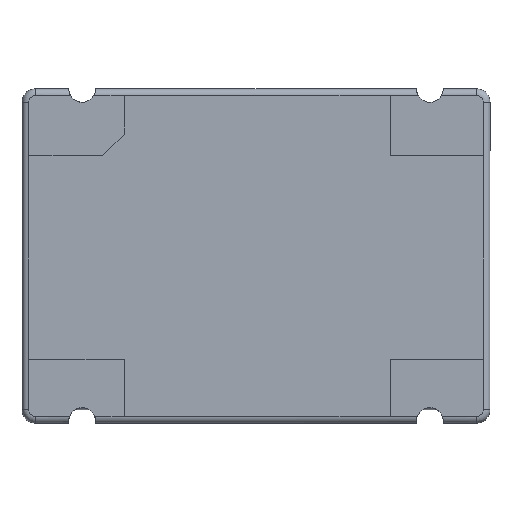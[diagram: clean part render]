
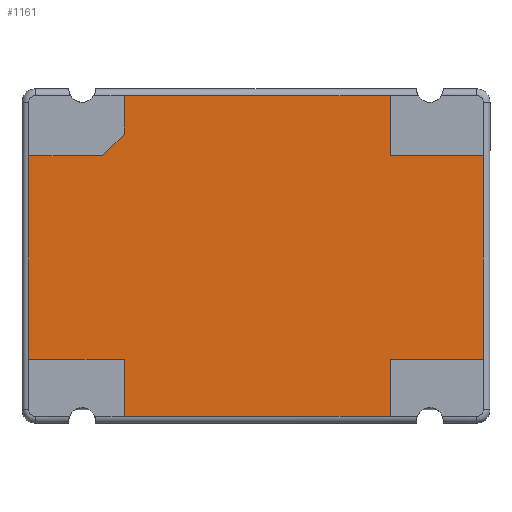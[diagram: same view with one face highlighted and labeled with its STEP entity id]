
A CAD part, front view. The second image highlights one B-rep face of the part: STEP entity #1161.
In plain terms, the highlighted planar face has unit normal (0, -1, 0).
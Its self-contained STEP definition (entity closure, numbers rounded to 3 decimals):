
#180 = DIRECTION ( 'NONE',  ( 1., 0., 0. ) ) ;
#182 = CARTESIAN_POINT ( 'NONE',  ( -27.713, 0., -15.378 ) ) ;
#185 = DIRECTION ( 'NONE',  ( 1., 0., 0. ) ) ;
#186 = CARTESIAN_POINT ( 'NONE',  ( -27.713, 0., -11.477 ) ) ;
#295 = DIRECTION ( 'NONE',  ( 0., 0., -1. ) ) ;
#328 = CARTESIAN_POINT ( 'NONE',  ( -27.713, 0., -14.523 ) ) ;
#333 = DIRECTION ( 'NONE',  ( 0., 0., 1. ) ) ;
#356 = DIRECTION ( 'NONE',  ( 1., 0., 0. ) ) ;
#375 = CARTESIAN_POINT ( 'NONE',  ( -22.206, 0., -10.478 ) ) ;
#376 = CARTESIAN_POINT ( 'NONE',  ( -27.713, 0., -14.523 ) ) ;
#377 = CARTESIAN_POINT ( 'NONE',  ( -20.813, 0., -10.478 ) ) ;
#382 = DIRECTION ( 'NONE',  ( -1., 0., 0. ) ) ;
#732 = DIRECTION ( 'NONE',  ( 0., 0., 1. ) ) ;
#733 = CARTESIAN_POINT ( 'NONE',  ( -26.184, 0., -10.478 ) ) ;
#734 = DIRECTION ( 'NONE',  ( 0.707, 0., 0.707 ) ) ;
#735 = CARTESIAN_POINT ( 'NONE',  ( -26.61, 0., -11.581 ) ) ;
#771 = DIRECTION ( 'NONE',  ( 1., 0., 0. ) ) ;
#772 = CARTESIAN_POINT ( 'NONE',  ( -27.713, 0., -11.477 ) ) ;
#773 = DIRECTION ( 'NONE',  ( 0., 0., -1. ) ) ;
#774 = CARTESIAN_POINT ( 'NONE',  ( -27.613, 0., -10.478 ) ) ;
#775 = DIRECTION ( 'NONE',  ( 0., 0., -1. ) ) ;
#776 = CARTESIAN_POINT ( 'NONE',  ( -26.184, 0., -10.478 ) ) ;
#783 = DIRECTION ( 'NONE',  ( -1., 0., 0. ) ) ;
#784 = CARTESIAN_POINT ( 'NONE',  ( -27.713, 0., -10.578 ) ) ;
#803 = ORIENTED_EDGE ( 'NONE', *, *, #1090, .T. ) ;
#808 = ORIENTED_EDGE ( 'NONE', *, *, #1088, .F. ) ;
#817 = ORIENTED_EDGE ( 'NONE', *, *, #1089, .F. ) ;
#819 = ORIENTED_EDGE ( 'NONE', *, *, #1094, .F. ) ;
#824 = ORIENTED_EDGE ( 'NONE', *, *, #1095, .T. ) ;
#839 = VERTEX_POINT ( 'NONE', #1510 ) ;
#857 = ORIENTED_EDGE ( 'NONE', *, *, #1064, .F. ) ;
#858 = ORIENTED_EDGE ( 'NONE', *, *, #1053, .T. ) ;
#859 = ORIENTED_EDGE ( 'NONE', *, *, #1059, .F. ) ;
#863 = ORIENTED_EDGE ( 'NONE', *, *, #1043, .F. ) ;
#864 = ORIENTED_EDGE ( 'NONE', *, *, #1058, .T. ) ;
#865 = ORIENTED_EDGE ( 'NONE', *, *, #1092, .T. ) ;
#877 = ORIENTED_EDGE ( 'NONE', *, *, #1065, .F. ) ;
#990 = VERTEX_POINT ( 'NONE', #1229 ) ;
#1001 = VERTEX_POINT ( 'NONE', #1202 ) ;
#1005 = VERTEX_POINT ( 'NONE', #1392 ) ;
#1006 = VERTEX_POINT ( 'NONE', #1268 ) ;
#1007 = VERTEX_POINT ( 'NONE', #1234 ) ;
#1021 = VERTEX_POINT ( 'NONE', #1486 ) ;
#1043 = EDGE_CURVE ( 'NONE', #1001, #1021, #2450, .T. ) ;
#1053 = EDGE_CURVE ( 'NONE', #1001, #839, #2441, .T. ) ;
#1057 = EDGE_CURVE ( 'NONE', #3034, #3039, #2427, .T. ) ;
#1058 = EDGE_CURVE ( 'NONE', #1007, #1006, #2421, .T. ) ;
#1059 = EDGE_CURVE ( 'NONE', #1007, #1005, #2418, .T. ) ;
#1064 = EDGE_CURVE ( 'NONE', #1005, #990, #2412, .T. ) ;
#1065 = EDGE_CURVE ( 'NONE', #990, #839, #2410, .T. ) ;
#1088 = EDGE_CURVE ( 'NONE', #3080, #3022, #2384, .T. ) ;
#1089 = EDGE_CURVE ( 'NONE', #3022, #3082, #2383, .T. ) ;
#1090 = EDGE_CURVE ( 'NONE', #3080, #3065, #2379, .T. ) ;
#1092 = EDGE_CURVE ( 'NONE', #1006, #3034, #2377, .T. ) ;
#1094 = EDGE_CURVE ( 'NONE', #1021, #3065, #2376, .T. ) ;
#1095 = EDGE_CURVE ( 'NONE', #3039, #3082, #2372, .T. ) ;
#1161 = ADVANCED_FACE ( 'NONE', ( #4238 ), #1957, .F. ) ;
#1202 = CARTESIAN_POINT ( 'NONE',  ( -22.206, 0., -10.578 ) ) ;
#1229 = CARTESIAN_POINT ( 'NONE',  ( -26.184, 0., -11.154 ) ) ;
#1234 = CARTESIAN_POINT ( 'NONE',  ( -27.613, 0., -11.477 ) ) ;
#1255 = CARTESIAN_POINT ( 'NONE',  ( -22.206, 0., -10.478 ) ) ;
#1268 = CARTESIAN_POINT ( 'NONE',  ( -27.613, 0., -14.523 ) ) ;
#1392 = CARTESIAN_POINT ( 'NONE',  ( -26.506, 0., -11.477 ) ) ;
#1486 = CARTESIAN_POINT ( 'NONE',  ( -22.206, 0., -11.477 ) ) ;
#1510 = CARTESIAN_POINT ( 'NONE',  ( -26.184, 0., -10.578 ) ) ;
#1527 = DIRECTION ( 'NONE',  ( 0., 0., -1. ) ) ;
#1957 = PLANE ( 'NONE',  #3252 ) ;
#1958 = CARTESIAN_POINT ( 'NONE',  ( -27.713, 0., -10.478 ) ) ;
#1959 = DIRECTION ( 'NONE',  ( 0., 1., 0. ) ) ;
#1960 = DIRECTION ( 'NONE',  ( 0., 0., 1. ) ) ;
#2058 = CARTESIAN_POINT ( 'NONE',  ( -22.206, 0., -14.523 ) ) ;
#2063 = CARTESIAN_POINT ( 'NONE',  ( -26.184, 0., -14.523 ) ) ;
#2067 = CARTESIAN_POINT ( 'NONE',  ( -26.184, 0., -15.378 ) ) ;
#2083 = CARTESIAN_POINT ( 'NONE',  ( -20.813, 0., -11.477 ) ) ;
#2093 = CARTESIAN_POINT ( 'NONE',  ( -20.813, 0., -14.523 ) ) ;
#2094 = CARTESIAN_POINT ( 'NONE',  ( -22.206, 0., -15.378 ) ) ;
#2372 = LINE ( 'NONE', #182, #4505 ) ;
#2376 = LINE ( 'NONE', #186, #4504 ) ;
#2377 = LINE ( 'NONE', #376, #4503 ) ;
#2379 = LINE ( 'NONE', #377, #4501 ) ;
#2383 = LINE ( 'NONE', #375, #4499 ) ;
#2384 = LINE ( 'NONE', #328, #4498 ) ;
#2410 = LINE ( 'NONE', #733, #4481 ) ;
#2412 = LINE ( 'NONE', #735, #4479 ) ;
#2418 = LINE ( 'NONE', #772, #4476 ) ;
#2421 = LINE ( 'NONE', #774, #4475 ) ;
#2427 = LINE ( 'NONE', #776, #4474 ) ;
#2441 = LINE ( 'NONE', #784, #4470 ) ;
#2450 = LINE ( 'NONE', #1255, #4461 ) ;
#2826 = ORIENTED_EDGE ( 'NONE', *, *, #1057, .T. ) ;
#3022 = VERTEX_POINT ( 'NONE', #2058 ) ;
#3034 = VERTEX_POINT ( 'NONE', #2063 ) ;
#3039 = VERTEX_POINT ( 'NONE', #2067 ) ;
#3065 = VERTEX_POINT ( 'NONE', #2083 ) ;
#3080 = VERTEX_POINT ( 'NONE', #2093 ) ;
#3082 = VERTEX_POINT ( 'NONE', #2094 ) ;
#3137 = EDGE_LOOP ( 'NONE', ( #863, #858, #877, #857, #859, #864, #865, #2826, #824, #817, #808, #803, #819 ) ) ;
#3252 = AXIS2_PLACEMENT_3D ( 'NONE', #1958, #1959, #1960 ) ;
#4238 = FACE_OUTER_BOUND ( 'NONE', #3137, .T. ) ;
#4461 = VECTOR ( 'NONE', #1527, 1000. ) ;
#4470 = VECTOR ( 'NONE', #783, 1000. ) ;
#4474 = VECTOR ( 'NONE', #775, 1000. ) ;
#4475 = VECTOR ( 'NONE', #773, 1000. ) ;
#4476 = VECTOR ( 'NONE', #771, 1000. ) ;
#4479 = VECTOR ( 'NONE', #734, 1000. ) ;
#4481 = VECTOR ( 'NONE', #732, 1000. ) ;
#4498 = VECTOR ( 'NONE', #382, 1000. ) ;
#4499 = VECTOR ( 'NONE', #295, 1000. ) ;
#4501 = VECTOR ( 'NONE', #333, 1000. ) ;
#4503 = VECTOR ( 'NONE', #356, 1000. ) ;
#4504 = VECTOR ( 'NONE', #185, 1000. ) ;
#4505 = VECTOR ( 'NONE', #180, 1000. ) ;
